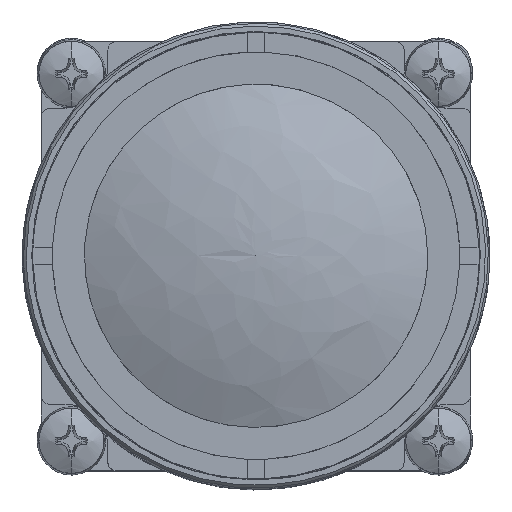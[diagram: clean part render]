
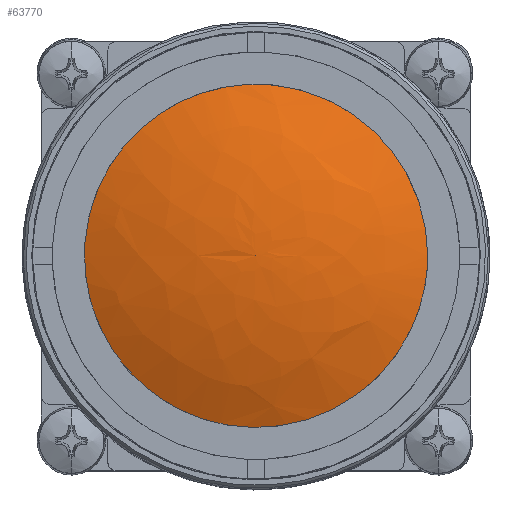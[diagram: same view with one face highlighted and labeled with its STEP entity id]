
A CAD part, top view. The second image highlights one B-rep face of the part: STEP entity #63770.
In plain terms, the highlighted free-form (B-spline) face has degree [2, 2] with [9, 3] control points.
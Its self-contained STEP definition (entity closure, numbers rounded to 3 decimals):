
#63718 = VERTEX_POINT('',#63719);
#63719 = CARTESIAN_POINT('',(14.442,8.344,
    26.597));
#63724 = EDGE_CURVE('',#63725,#63718,#63727,.T.);
#63725 = VERTEX_POINT('',#63726);
#63726 = CARTESIAN_POINT('',(1.605,8.344,
    26.597));
#63727 = ( BOUNDED_CURVE() B_SPLINE_CURVE(2,(#63728,#63729,#63730,#63731
,#63732),.UNSPECIFIED.,.F.,.F.) B_SPLINE_CURVE_WITH_KNOTS((3,2,3),(0.,
1.571,3.142),.PIECEWISE_BEZIER_KNOTS.) CURVE() 
GEOMETRIC_REPRESENTATION_ITEM() RATIONAL_B_SPLINE_CURVE((1.,
0.707,1.,0.707,1.)) REPRESENTATION_ITEM('') );
#63728 = CARTESIAN_POINT('',(1.605,8.344,
    26.597));
#63729 = CARTESIAN_POINT('',(1.605,1.926,26.597
    ));
#63730 = CARTESIAN_POINT('',(8.023,1.926,
    26.597));
#63731 = CARTESIAN_POINT('',(14.442,1.926,
    26.597));
#63732 = CARTESIAN_POINT('',(14.442,8.344,
    26.597));
#63734 = EDGE_CURVE('',#63718,#63725,#63735,.T.);
#63735 = ( BOUNDED_CURVE() B_SPLINE_CURVE(2,(#63736,#63737,#63738,#63739
,#63740),.UNSPECIFIED.,.F.,.F.) B_SPLINE_CURVE_WITH_KNOTS((3,2,3),(
    3.142,4.712,6.283),
.PIECEWISE_BEZIER_KNOTS.) CURVE() GEOMETRIC_REPRESENTATION_ITEM() 
RATIONAL_B_SPLINE_CURVE((1.,0.707,1.,0.707,1.)) 
REPRESENTATION_ITEM('') );
#63736 = CARTESIAN_POINT('',(14.442,8.344,
    26.597));
#63737 = CARTESIAN_POINT('',(14.442,14.763,
    26.597));
#63738 = CARTESIAN_POINT('',(8.023,14.763,
    26.597));
#63739 = CARTESIAN_POINT('',(1.605,14.763,
    26.597));
#63740 = CARTESIAN_POINT('',(1.605,8.344,
    26.597));
#63770 = ADVANCED_FACE('',(#63771),#63784,.T.);
#63771 = FACE_BOUND('',#63772,.T.);
#63772 = EDGE_LOOP('',(#63773,#63774,#63782,#63783));
#63773 = ORIENTED_EDGE('',*,*,#63734,.T.);
#63774 = ORIENTED_EDGE('',*,*,#63775,.F.);
#63775 = EDGE_CURVE('',#63776,#63725,#63778,.T.);
#63776 = VERTEX_POINT('',#63777);
#63777 = CARTESIAN_POINT('',(8.023,8.344,
    27.937));
#63778 = ( BOUNDED_CURVE() B_SPLINE_CURVE(2,(#63779,#63780,#63781),
.UNSPECIFIED.,.F.,.F.) B_SPLINE_CURVE_WITH_KNOTS((3,3),(4.712,
5.124),.PIECEWISE_BEZIER_KNOTS.) CURVE() 
GEOMETRIC_REPRESENTATION_ITEM() RATIONAL_B_SPLINE_CURVE((1.,
0.979,1.)) REPRESENTATION_ITEM('') );
#63779 = CARTESIAN_POINT('',(8.023,8.344,
    27.937));
#63780 = CARTESIAN_POINT('',(4.674,8.344,
    27.937));
#63781 = CARTESIAN_POINT('',(1.605,8.344,
    26.597));
#63782 = ORIENTED_EDGE('',*,*,#63775,.T.);
#63783 = ORIENTED_EDGE('',*,*,#63724,.T.);
#63784 = ( BOUNDED_SURFACE() B_SPLINE_SURFACE(2,2,(
    (#63785,#63786,#63787)
    ,(#63788,#63789,#63790)
    ,(#63791,#63792,#63793)
    ,(#63794,#63795,#63796)
    ,(#63797,#63798,#63799)
    ,(#63800,#63801,#63802)
    ,(#63803,#63804,#63805)
    ,(#63806,#63807,#63808)
    ,(#63809,#63810,#63811
)),.UNSPECIFIED.,.T.,.F.,.F.) B_SPLINE_SURFACE_WITH_KNOTS((3,2,2,2,3),(3
    ,3),(3.142,4.189,6.283,8.378,
    9.425),(1.159,1.571),.UNSPECIFIED.) 
GEOMETRIC_REPRESENTATION_ITEM() RATIONAL_B_SPLINE_SURFACE((
    (0.75,0.734,0.75)
    ,(0.75,0.734,0.75)
    ,(1.,0.979,1.)
    ,(0.5,0.489,0.5)
    ,(1.,0.979,1.)
    ,(0.5,0.489,0.5)
    ,(1.,0.979,1.)
    ,(0.75,0.734,0.75)
,(0.75,0.734,0.75))) REPRESENTATION_ITEM('') SURFACE() );
#63785 = CARTESIAN_POINT('',(1.605,8.344,
    26.597));
#63786 = CARTESIAN_POINT('',(4.674,8.344,
    27.937));
#63787 = CARTESIAN_POINT('',(8.023,8.344,
    27.937));
#63788 = CARTESIAN_POINT('',(1.605,4.638,
    26.597));
#63789 = CARTESIAN_POINT('',(4.674,6.411,
    27.937));
#63790 = CARTESIAN_POINT('',(8.023,8.344,
    27.937));
#63791 = CARTESIAN_POINT('',(4.814,2.786,
    26.597));
#63792 = CARTESIAN_POINT('',(6.349,5.444,
    27.937));
#63793 = CARTESIAN_POINT('',(8.023,8.344,
    27.937));
#63794 = CARTESIAN_POINT('',(14.442,-2.773,
    26.597));
#63795 = CARTESIAN_POINT('',(11.372,2.543,
    27.937));
#63796 = CARTESIAN_POINT('',(8.023,8.344,
    27.937));
#63797 = CARTESIAN_POINT('',(14.442,8.344,
    26.597));
#63798 = CARTESIAN_POINT('',(11.372,8.344,
    27.937));
#63799 = CARTESIAN_POINT('',(8.023,8.344,
    27.937));
#63800 = CARTESIAN_POINT('',(14.442,19.462,
    26.597));
#63801 = CARTESIAN_POINT('',(11.372,14.145,
    27.937));
#63802 = CARTESIAN_POINT('',(8.023,8.344,
    27.937));
#63803 = CARTESIAN_POINT('',(4.814,13.903,
    26.597));
#63804 = CARTESIAN_POINT('',(6.349,11.245,
    27.937));
#63805 = CARTESIAN_POINT('',(8.023,8.344,
    27.937));
#63806 = CARTESIAN_POINT('',(1.605,12.05,
    26.597));
#63807 = CARTESIAN_POINT('',(4.674,10.278,
    27.937));
#63808 = CARTESIAN_POINT('',(8.023,8.344,
    27.937));
#63809 = CARTESIAN_POINT('',(1.605,8.344,
    26.597));
#63810 = CARTESIAN_POINT('',(4.674,8.344,
    27.937));
#63811 = CARTESIAN_POINT('',(8.023,8.344,
    27.937));
